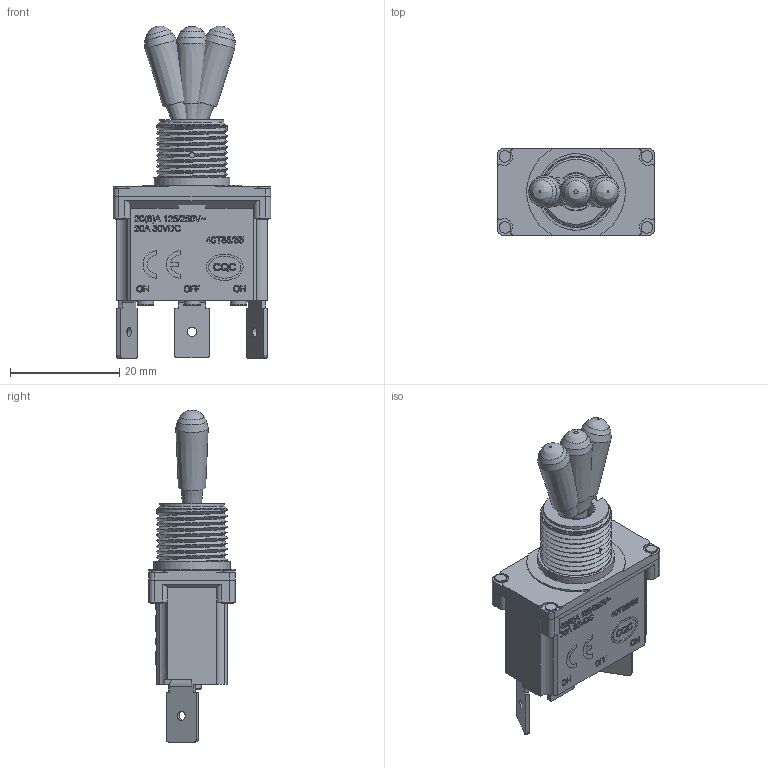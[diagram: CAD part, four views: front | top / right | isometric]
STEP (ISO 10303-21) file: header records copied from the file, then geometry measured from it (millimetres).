
FILE_DESCRIPTION(/* description */ ('Unknown'),/* implementation_level */ '2;1');
FILE_NAME(/* name */ '472223010110',/* time_stamp */ '2025-05-23T13:57:30+02:00',/* author */ ('Unknown'),/* organization */ ('Unknown'),/* preprocessor_version */ 'ST-DEVELOPER v19.4',/* originating_system */ 'Solid Edge',/* authorisation */ 'Unknown');
FILE_SCHEMA (('AUTOMOTIVE_DESIGN {1 0 10303 214 3 1 1}'));
Products named in the file (9): 472223010110; Thread; Pin Fixer; blank; Rubber straight; Pin without thread; Body_Pinwot; Actuator; Actuator straight
Assembly tree (16 placements, depth 2):
  472223010110
    Thread
    Pin Fixer  x3
    blank  x4
    Rubber straight
    Pin without thread  x3
    Body_Pinwot
    Actuator  x2
    Actuator straight
Bounding box: 28.8 x 15.8 x 60.73 mm (x, y, z)
Volume: 10145.1 mm3; surface area: 6862.3 mm2
Topology: 16 solids, 16 shells, 1154 faces, 2885 edges, 1921 vertices
Faces by surface type: plane 815, bspline 206, cylinder 132, cone 1
Full cylindrical faces by diameter (mm): 1 x1, 1.7 x3, 1.8 x4, 2 x16, 2.1 x8, 2.5 x8, 2.65 x1, 3 x3, 3.7 x1, 4 x1, 6.7 x1, 7 x2
Entity records: 51403 total; most frequent: CARTESIAN_POINT 24315, ORIENTED_EDGE 4898, DIRECTION 3115, EDGE_CURVE 2449, VERTEX_POINT 1673, EDGE_LOOP 1240, FACE_BOUND 1240, B_SPLINE_CURVE_WITH_KNOTS 1154
